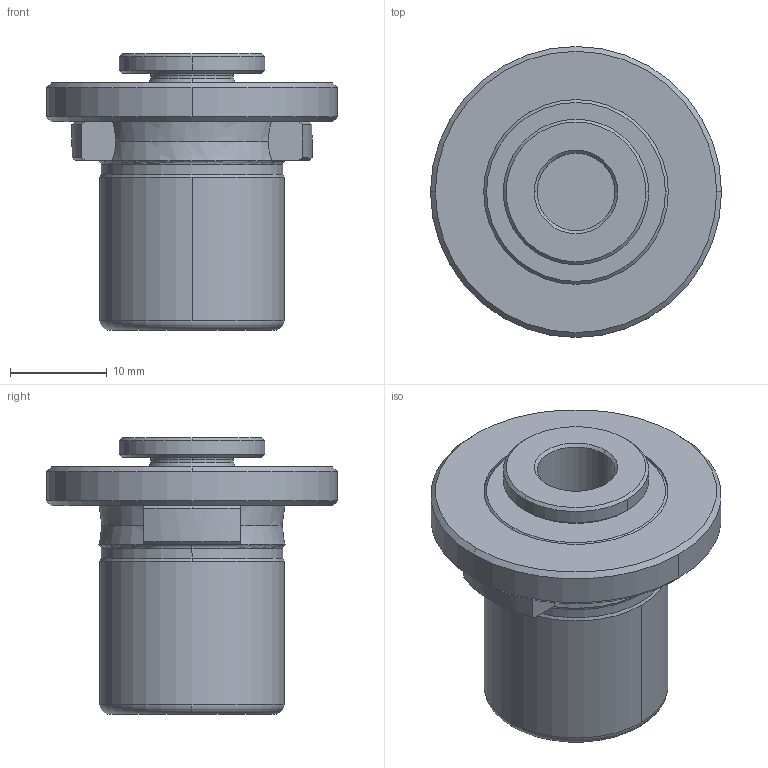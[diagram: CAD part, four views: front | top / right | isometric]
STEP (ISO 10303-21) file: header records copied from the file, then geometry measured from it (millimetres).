
FILE_DESCRIPTION (( 'STEP AP203' ), '1' );
FILE_NAME ('KWE1 DIA 8.00 SQ 6.20.STEP', '2019-04-13T05:35:29', ( '' ), ( '' ), 'SwSTEP 2.0', 'SolidWorks 2014', '' );
FILE_SCHEMA (( 'CONFIG_CONTROL_DESIGN' ));
Length unit declared in the file: millimetre
Products named in the file (1): KWE1 DIA 8.00 SQ 6.20
Bounding box: 30 x 30 x 28.5 mm (x, y, z)
Volume: 8752.7 mm3; surface area: 3784.3 mm2
Topology: 1 solids, 1 shells, 61 faces, 152 edges, 98 vertices
Faces by surface type: cone 22, cylinder 16, plane 13, bspline 6, torus 4
Entity records: 2207 total; most frequent: CARTESIAN_POINT 682, DIRECTION 316, ORIENTED_EDGE 304, EDGE_CURVE 152, AXIS2_PLACEMENT_3D 136, VERTEX_POINT 98, CIRCLE 80, EDGE_LOOP 66
